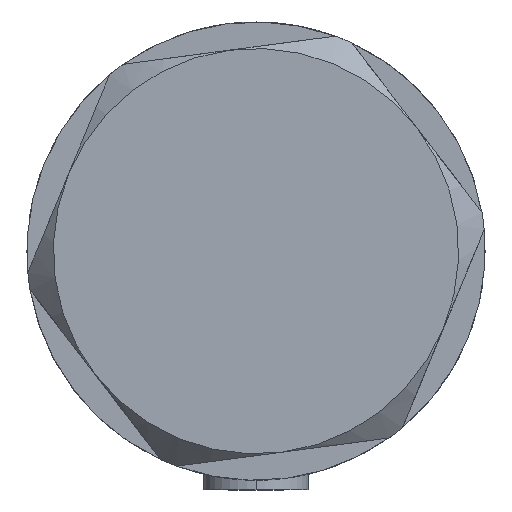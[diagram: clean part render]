
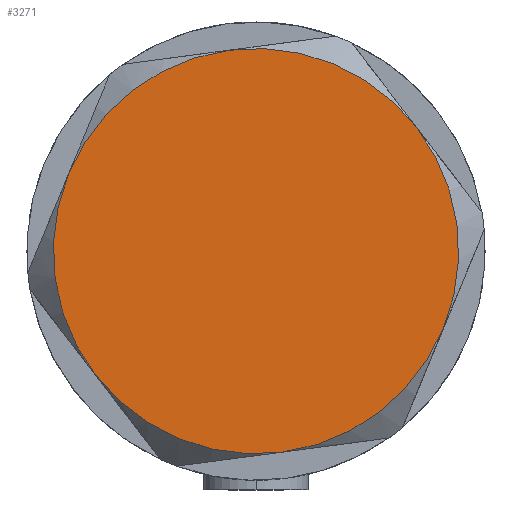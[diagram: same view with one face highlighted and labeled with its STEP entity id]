
A CAD part, left-side view. The second image highlights one B-rep face of the part: STEP entity #3271.
In plain terms, the highlighted face is planar.
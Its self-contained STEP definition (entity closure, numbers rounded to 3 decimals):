
#102 = CARTESIAN_POINT ( 'NONE',  ( 0., 0., 9. ) ) ;
#234 = CARTESIAN_POINT ( 'NONE',  ( 0., 0., 9. ) ) ;
#325 = CARTESIAN_POINT ( 'NONE',  ( 0., 0., 9. ) ) ;
#506 = ORIENTED_EDGE ( 'NONE', *, *, #4122, .T. ) ;
#568 = CIRCLE ( 'NONE', #4661, 23. ) ;
#837 = EDGE_LOOP ( 'NONE', ( #3324, #506, #4763, #5162, #3830, #3188 ) ) ;
#883 = CIRCLE ( 'NONE', #4828, 23. ) ;
#937 = CARTESIAN_POINT ( 'NONE',  ( -11.5, 19.919, 9. ) ) ;
#1188 = VERTEX_POINT ( 'NONE', #3903 ) ;
#1221 = AXIS2_PLACEMENT_3D ( 'NONE', #4911, #1328, #4518 ) ;
#1275 = EDGE_CURVE ( 'NONE', #4353, #1188, #2735, .T. ) ;
#1288 = DIRECTION ( 'NONE',  ( 1., 0., 0. ) ) ;
#1299 = AXIS2_PLACEMENT_3D ( 'NONE', #325, #2268, #4249 ) ;
#1328 = DIRECTION ( 'NONE',  ( 0., 0., 1. ) ) ;
#1415 = DIRECTION ( 'NONE',  ( 1., 0., 0. ) ) ;
#1432 = CARTESIAN_POINT ( 'NONE',  ( 0., 0., 9. ) ) ;
#1434 = CARTESIAN_POINT ( 'NONE',  ( 0., 0., 9. ) ) ;
#1499 = FACE_OUTER_BOUND ( 'NONE', #837, .T. ) ;
#1561 = CIRCLE ( 'NONE', #3504, 23. ) ;
#1764 = DIRECTION ( 'NONE',  ( 1., 0., 0. ) ) ;
#1836 = CARTESIAN_POINT ( 'NONE',  ( 11.5, 19.919, 9. ) ) ;
#2268 = DIRECTION ( 'NONE',  ( 0., 0., 1. ) ) ;
#2504 = EDGE_CURVE ( 'NONE', #1188, #3509, #5061, .T. ) ;
#2735 = CIRCLE ( 'NONE', #3487, 23. ) ;
#2793 = VERTEX_POINT ( 'NONE', #4935 ) ;
#2829 = DIRECTION ( 'NONE',  ( 0., 0., 1. ) ) ;
#2938 = CARTESIAN_POINT ( 'NONE',  ( 0., 0., 9. ) ) ;
#3019 = DIRECTION ( 'NONE',  ( 0., 0., 1. ) ) ;
#3044 = DIRECTION ( 'NONE',  ( 0., 0., 1. ) ) ;
#3188 = ORIENTED_EDGE ( 'NONE', *, *, #4949, .T. ) ;
#3271 = ADVANCED_FACE ( 'NONE', ( #1499 ), #4686, .T. ) ;
#3324 = ORIENTED_EDGE ( 'NONE', *, *, #4942, .T. ) ;
#3446 = VERTEX_POINT ( 'NONE', #4516 ) ;
#3487 = AXIS2_PLACEMENT_3D ( 'NONE', #102, #4879, #1288 ) ;
#3504 = AXIS2_PLACEMENT_3D ( 'NONE', #234, #2829, #4378 ) ;
#3509 = VERTEX_POINT ( 'NONE', #4774 ) ;
#3830 = ORIENTED_EDGE ( 'NONE', *, *, #2504, .T. ) ;
#3903 = CARTESIAN_POINT ( 'NONE',  ( -23., 0., 9. ) ) ;
#3920 = AXIS2_PLACEMENT_3D ( 'NONE', #1432, #3019, #4628 ) ;
#4122 = EDGE_CURVE ( 'NONE', #2793, #4682, #883, .T. ) ;
#4187 = EDGE_CURVE ( 'NONE', #4682, #4353, #1561, .T. ) ;
#4242 = CIRCLE ( 'NONE', #3920, 23. ) ;
#4249 = DIRECTION ( 'NONE',  ( 1., 0., 0. ) ) ;
#4353 = VERTEX_POINT ( 'NONE', #937 ) ;
#4378 = DIRECTION ( 'NONE',  ( 1., 0., 0. ) ) ;
#4516 = CARTESIAN_POINT ( 'NONE',  ( 11.5, -19.919, 9. ) ) ;
#4518 = DIRECTION ( 'NONE',  ( 1., 0., 0. ) ) ;
#4520 = DIRECTION ( 'NONE',  ( 0., 0., 1. ) ) ;
#4628 = DIRECTION ( 'NONE',  ( 1., 0., 0. ) ) ;
#4661 = AXIS2_PLACEMENT_3D ( 'NONE', #1434, #3044, #1415 ) ;
#4682 = VERTEX_POINT ( 'NONE', #1836 ) ;
#4686 = PLANE ( 'NONE',  #1299 ) ;
#4763 = ORIENTED_EDGE ( 'NONE', *, *, #4187, .T. ) ;
#4774 = CARTESIAN_POINT ( 'NONE',  ( -11.5, -19.919, 9. ) ) ;
#4828 = AXIS2_PLACEMENT_3D ( 'NONE', #2938, #4520, #1764 ) ;
#4879 = DIRECTION ( 'NONE',  ( 0., 0., 1. ) ) ;
#4911 = CARTESIAN_POINT ( 'NONE',  ( 0., 0., 9. ) ) ;
#4935 = CARTESIAN_POINT ( 'NONE',  ( 23., 0., 9. ) ) ;
#4942 = EDGE_CURVE ( 'NONE', #3446, #2793, #568, .T. ) ;
#4949 = EDGE_CURVE ( 'NONE', #3509, #3446, #4242, .T. ) ;
#5061 = CIRCLE ( 'NONE', #1221, 23. ) ;
#5162 = ORIENTED_EDGE ( 'NONE', *, *, #1275, .T. ) ;
